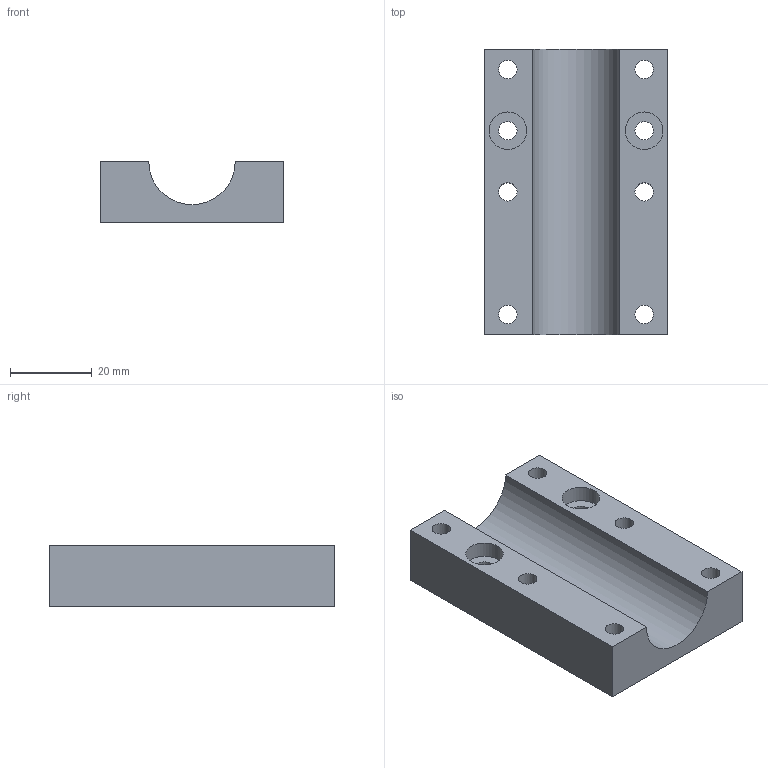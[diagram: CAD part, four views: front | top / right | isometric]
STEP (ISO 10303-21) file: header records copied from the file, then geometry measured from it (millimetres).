
FILE_DESCRIPTION(('FreeCAD Model'),'2;1');
FILE_NAME('Z-block-2.step', '2014-05-08T19:07:08',('FreeCAD'),('FreeCAD'), 'Open CASCADE STEP processor 6.3','FreeCAD','Unknown');
FILE_SCHEMA(('AUTOMOTIVE_DESIGN_CC2 { 1 2 10303 214 -1 1 5 4 }'));
Length unit declared in the file: millimetre
Products named in the file (1): Open CASCADE STEP translator 6.3 24
Bounding box: 45 x 70 x 15 mm (x, y, z)
Volume: 32582.3 mm3; surface area: 11804.2 mm2
Topology: 1 solids, 1 shells, 20 faces, 50 edges, 34 vertices
Faces by surface type: cylinder 11, plane 9
Full cylindrical faces by diameter (mm): 4.5 x8, 9.2 x2
Entity records: 1363 total; most frequent: CARTESIAN_POINT 319, DIRECTION 197, LINE 102, VECTOR 102, ORIENTED_EDGE 100, PCURVE 100, DEFINITIONAL_REPRESENTATION 100, EDGE_CURVE 50
